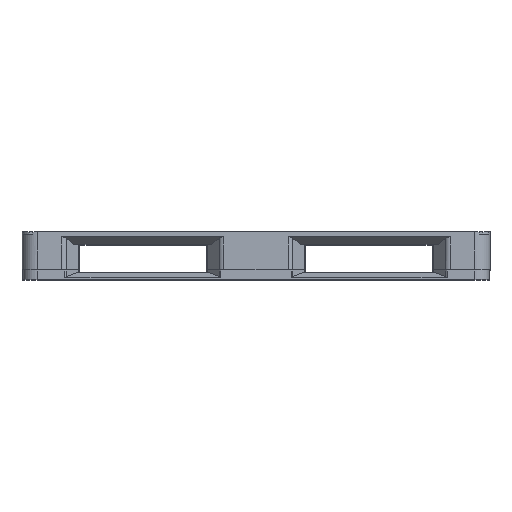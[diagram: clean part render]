
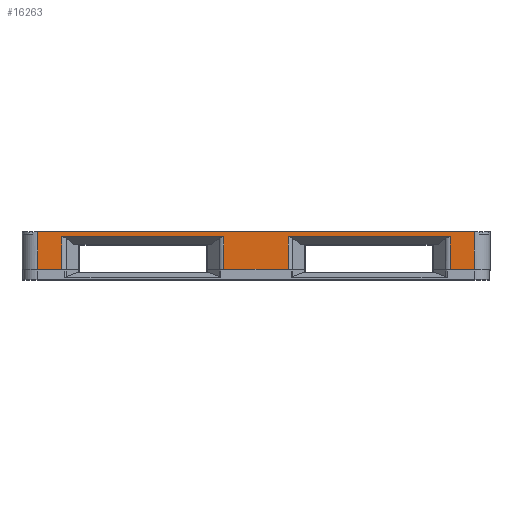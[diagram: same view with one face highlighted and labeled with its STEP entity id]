
A CAD part, top view. The second image highlights one B-rep face of the part: STEP entity #16263.
In plain terms, the highlighted planar face has unit normal (0, 0, 1).
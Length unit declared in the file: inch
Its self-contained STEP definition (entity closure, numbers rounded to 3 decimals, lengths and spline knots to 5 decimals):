
#5375=DIRECTION('',(1.,0.,0.));
#5376=VECTOR('',#5375,2.24353);
#5377=CARTESIAN_POINT('',(-20.5,-3.565,28.));
#5378=LINE('',#5377,#5376);
#5512=DIRECTION('',(-1.,0.,0.));
#5513=VECTOR('',#5512,15.23294);
#5514=CARTESIAN_POINT('',(-3.02353,-0.5,28.));
#5515=LINE('',#5514,#5513);
#5516=DIRECTION('',(0.,-1.,0.));
#5517=VECTOR('',#5516,3.565);
#5518=CARTESIAN_POINT('',(-20.5,0.,28.));
#5519=LINE('',#5518,#5517);
#5520=DIRECTION('',(1.,0.,0.));
#5521=VECTOR('',#5520,41.);
#5522=CARTESIAN_POINT('',(-20.5,0.,28.));
#5523=LINE('',#5522,#5521);
#5524=DIRECTION('',(0.,-1.,0.));
#5525=VECTOR('',#5524,3.565);
#5526=CARTESIAN_POINT('',(20.5,0.,28.));
#5527=LINE('',#5526,#5525);
#5528=DIRECTION('',(1.,0.,0.));
#5529=VECTOR('',#5528,15.23294);
#5530=CARTESIAN_POINT('',(3.02353,-0.5,28.));
#5531=LINE('',#5530,#5529);
#5559=DIRECTION('',(1.,0.,0.));
#5560=VECTOR('',#5559,6.04706);
#5561=CARTESIAN_POINT('',(-3.02353,-3.565,28.));
#5562=LINE('',#5561,#5560);
#5692=DIRECTION('',(0.,-1.,0.));
#5693=VECTOR('',#5692,3.065);
#5694=CARTESIAN_POINT('',(-18.25647,-0.5,28.));
#5695=LINE('',#5694,#5693);
#5696=DIRECTION('',(0.,1.,0.));
#5697=VECTOR('',#5696,3.065);
#5698=CARTESIAN_POINT('',(-3.02353,-3.565,28.));
#5699=LINE('',#5698,#5697);
#5700=DIRECTION('',(0.,1.,0.));
#5701=VECTOR('',#5700,3.065);
#5702=CARTESIAN_POINT('',(3.02353,-3.565,28.));
#5703=LINE('',#5702,#5701);
#5739=DIRECTION('',(0.,-1.,0.));
#5740=VECTOR('',#5739,3.065);
#5741=CARTESIAN_POINT('',(18.25647,-0.5,28.));
#5742=LINE('',#5741,#5740);
#5797=DIRECTION('',(-1.,0.,0.));
#5798=VECTOR('',#5797,2.24353);
#5799=CARTESIAN_POINT('',(20.5,-3.565,28.));
#5800=LINE('',#5799,#5798);
#7278=CARTESIAN_POINT('',(20.5,-3.565,28.));
#7280=VERTEX_POINT('',#7278);
#7299=CARTESIAN_POINT('',(18.25647,-3.565,28.));
#7300=VERTEX_POINT('',#7299);
#7327=CARTESIAN_POINT('',(20.5,0.,28.));
#7328=VERTEX_POINT('',#7327);
#7403=CARTESIAN_POINT('',(3.02353,-3.565,28.));
#7404=VERTEX_POINT('',#7403);
#7423=CARTESIAN_POINT('',(3.02353,-0.5,28.));
#7424=CARTESIAN_POINT('',(18.25647,-0.5,28.));
#7425=VERTEX_POINT('',#7423);
#7426=VERTEX_POINT('',#7424);
#7828=CARTESIAN_POINT('',(-20.5,-3.565,28.));
#7830=VERTEX_POINT('',#7828);
#7849=CARTESIAN_POINT('',(-18.25647,-3.565,28.));
#7850=VERTEX_POINT('',#7849);
#7877=CARTESIAN_POINT('',(-20.5,0.,28.));
#7878=VERTEX_POINT('',#7877);
#7953=CARTESIAN_POINT('',(-3.02353,-3.565,28.));
#7954=VERTEX_POINT('',#7953);
#7973=CARTESIAN_POINT('',(-3.02353,-0.5,28.));
#7974=CARTESIAN_POINT('',(-18.25647,-0.5,28.));
#7975=VERTEX_POINT('',#7973);
#7976=VERTEX_POINT('',#7974);
#16235=CARTESIAN_POINT('',(0.,0.,28.));
#16236=DIRECTION('',(0.,0.,1.));
#16237=DIRECTION('',(1.,0.,0.));
#16238=AXIS2_PLACEMENT_3D('',#16235,#16236,#16237);
#16239=PLANE('',#16238);
#16241=ORIENTED_EDGE('',*,*,#16240,.F.);
#16243=ORIENTED_EDGE('',*,*,#16242,.T.);
#16245=ORIENTED_EDGE('',*,*,#16244,.T.);
#16247=ORIENTED_EDGE('',*,*,#16246,.T.);
#16248=ORIENTED_EDGE('',*,*,#16117,.F.);
#16249=ORIENTED_EDGE('',*,*,#16172,.F.);
#16250=ORIENTED_EDGE('',*,*,#9522,.T.);
#16252=ORIENTED_EDGE('',*,*,#16251,.T.);
#16254=ORIENTED_EDGE('',*,*,#16253,.T.);
#16256=ORIENTED_EDGE('',*,*,#16255,.F.);
#16258=ORIENTED_EDGE('',*,*,#16257,.F.);
#16260=ORIENTED_EDGE('',*,*,#16259,.F.);
#16261=EDGE_LOOP('',(#16241,#16243,#16245,#16247,#16248,#16249,#16250,#16252,
#16254,#16256,#16258,#16260));
#16262=FACE_OUTER_BOUND('',#16261,.F.);
#16263=ADVANCED_FACE('',(#16262),#16239,.T.);
#9522=EDGE_CURVE('',#7878,#7328,#5523,.T.);
#16117=EDGE_CURVE('',#7830,#7850,#5378,.T.);
#16172=EDGE_CURVE('',#7878,#7830,#5519,.T.);
#16240=EDGE_CURVE('',#7954,#7404,#5562,.T.);
#16242=EDGE_CURVE('',#7954,#7975,#5699,.T.);
#16244=EDGE_CURVE('',#7975,#7976,#5515,.T.);
#16246=EDGE_CURVE('',#7976,#7850,#5695,.T.);
#16251=EDGE_CURVE('',#7328,#7280,#5527,.T.);
#16253=EDGE_CURVE('',#7280,#7300,#5800,.T.);
#16255=EDGE_CURVE('',#7426,#7300,#5742,.T.);
#16257=EDGE_CURVE('',#7425,#7426,#5531,.T.);
#16259=EDGE_CURVE('',#7404,#7425,#5703,.T.);
